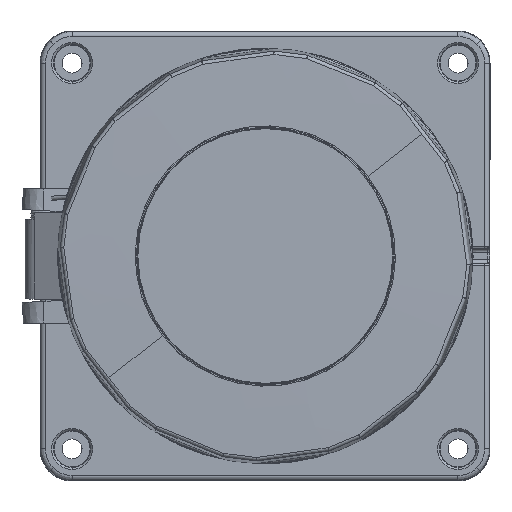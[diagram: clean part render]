
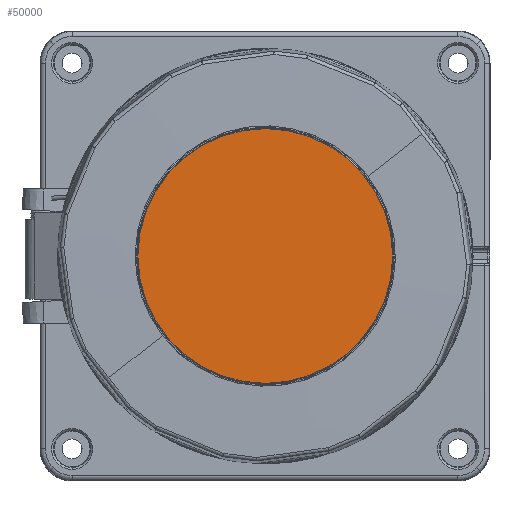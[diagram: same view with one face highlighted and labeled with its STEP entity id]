
A CAD part, left-side view. The second image highlights one B-rep face of the part: STEP entity #50000.
In plain terms, the highlighted planar face has unit normal (-1, 0, 0).
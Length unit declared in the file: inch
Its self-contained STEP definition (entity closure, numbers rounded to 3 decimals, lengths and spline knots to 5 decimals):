
#102 = EDGE_LOOP ( 'NONE', ( #11583, #47384 ) ) ;
#1751 = CARTESIAN_POINT ( 'NONE',  ( -3.06456, 3.36583, 3.21137 ) ) ;
#3556 = FACE_OUTER_BOUND ( 'NONE', #102, .T. ) ;
#8860 = DIRECTION ( 'NONE',  ( -1., 0., 0. ) ) ;
#9999 = CARTESIAN_POINT ( 'NONE',  ( -3.06456, 3.36583, 3.21137 ) ) ;
#11583 = ORIENTED_EDGE ( 'NONE', *, *, #41198, .T. ) ;
#13417 = CIRCLE ( 'NONE', #80100, 1.27397 ) ;
#15498 = DIRECTION ( 'NONE',  ( 0., -1., 0. ) ) ;
#18812 = DIRECTION ( 'NONE',  ( 0., -1., 0. ) ) ;
#20979 = VERTEX_POINT ( 'NONE', #29239 ) ;
#24912 = PLANE ( 'NONE',  #25814 ) ;
#25814 = AXIS2_PLACEMENT_3D ( 'NONE', #84867, #31890, #18812 ) ;
#29239 = CARTESIAN_POINT ( 'NONE',  ( -3.06456, 4.6398, 3.21137 ) ) ;
#31890 = DIRECTION ( 'NONE',  ( -1., 0., 0. ) ) ;
#34745 = DIRECTION ( 'NONE',  ( 0., -1., 0. ) ) ;
#35877 = CIRCLE ( 'NONE', #36755, 1.27397 ) ;
#36755 = AXIS2_PLACEMENT_3D ( 'NONE', #1751, #61925, #34745 ) ;
#41198 = EDGE_CURVE ( 'NONE', #52683, #20979, #13417, .T. ) ;
#47384 = ORIENTED_EDGE ( 'NONE', *, *, #76799, .T. ) ;
#50000 = ADVANCED_FACE ( 'NONE', ( #3556 ), #24912, .T. ) ;
#52683 = VERTEX_POINT ( 'NONE', #70592 ) ;
#61925 = DIRECTION ( 'NONE',  ( -1., 0., 0. ) ) ;
#70592 = CARTESIAN_POINT ( 'NONE',  ( -3.06456, 2.09186, 3.21137 ) ) ;
#76799 = EDGE_CURVE ( 'NONE', #20979, #52683, #35877, .T. ) ;
#80100 = AXIS2_PLACEMENT_3D ( 'NONE', #9999, #8860, #15498 ) ;
#84867 = CARTESIAN_POINT ( 'NONE',  ( -3.06456, 3.36583, 3.21137 ) ) ;
